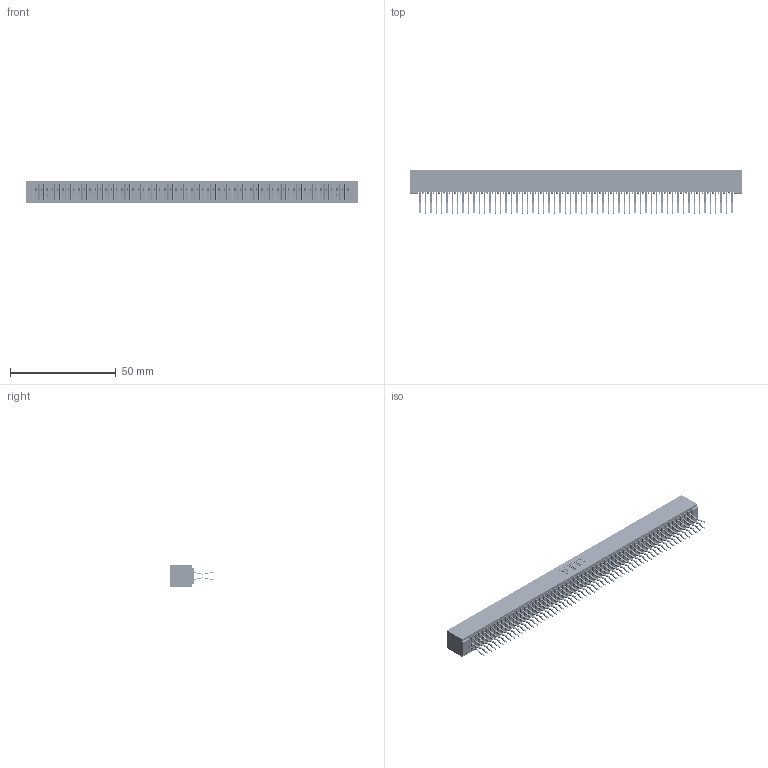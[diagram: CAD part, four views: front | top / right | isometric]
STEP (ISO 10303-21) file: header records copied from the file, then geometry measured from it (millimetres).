
FILE_DESCRIPTION (( 'STEP AP203' ), '1' );
FILE_NAME ('391-118-560-201.STEP', '2018-08-09T23:56:32', ( '' ), ( '' ), 'SwSTEP 2.0', 'SolidWorks 2016', '' );
FILE_SCHEMA (( 'CONFIG_CONTROL_DESIGN' ));
Length unit declared in the file: inch
Products named in the file (3): 391-118-560-201; 341 Part_No Mounting Lugs; 341-292-001_341-292-160
Assembly tree (119 placements, depth 2):
  391-118-560-201
    341 Part_No Mounting Lugs
    341-292-001_341-292-160  x118
Bounding box: 156.84 x 20.37 x 10.16 mm (x, y, z)
Volume: 11950.2 mm3; surface area: 23285.5 mm2
Topology: 119 solids, 119 shells, 8368 faces, 24305 edges, 15766 vertices
Faces by surface type: plane 4784, cylinder 3348, sphere 120, torus 116
Entity records: 69000 total; most frequent: CARTESIAN_POINT 11469, ORIENTED_EDGE 11398, DIRECTION 11121, EDGE_CURVE 5699, VECTOR 4621, LINE 4621, VERTEX_POINT 3598, AXIS2_PLACEMENT_3D 3250
